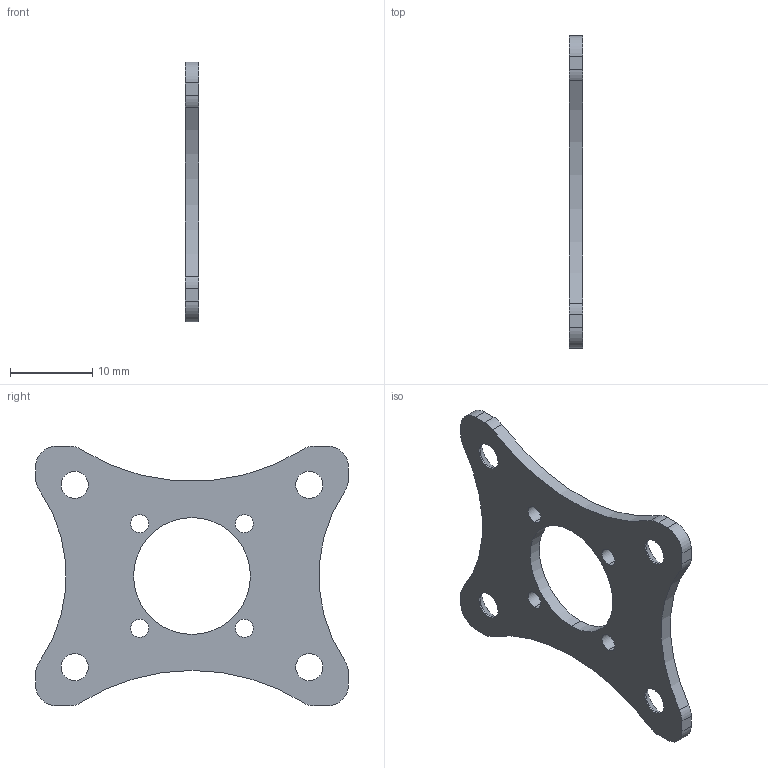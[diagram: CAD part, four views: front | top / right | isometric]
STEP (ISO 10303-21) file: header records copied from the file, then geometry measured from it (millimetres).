
FILE_DESCRIPTION (( 'STEP AP214' ), '1' );
FILE_NAME ('Botkits mount.STEP', '2019-09-05T04:58:06', ( '' ), ( '' ), 'SwSTEP 2.0', 'SolidWorks 2016', '' );
FILE_SCHEMA (( 'AUTOMOTIVE_DESIGN' ));
Length unit declared in the file: inch
Products named in the file (2): Botkits mount; Part3^Botkits mount
Assembly tree (1 placements, depth 2):
  Botkits mount
    Part3^Botkits mount
Bounding box: 1.59 x 38.1 x 31.65 mm (x, y, z)
Volume: 1092.4 mm3; surface area: 1814 mm2
Topology: 1 solids, 1 shells, 53 faces, 145 edges, 94 vertices
Faces by surface type: cylinder 35, plane 10, cone 8
Entity records: 1823 total; most frequent: DIRECTION 337, CARTESIAN_POINT 296, ORIENTED_EDGE 290, EDGE_CURVE 145, AXIS2_PLACEMENT_3D 135, VERTEX_POINT 94, CIRCLE 78, EDGE_LOOP 71
